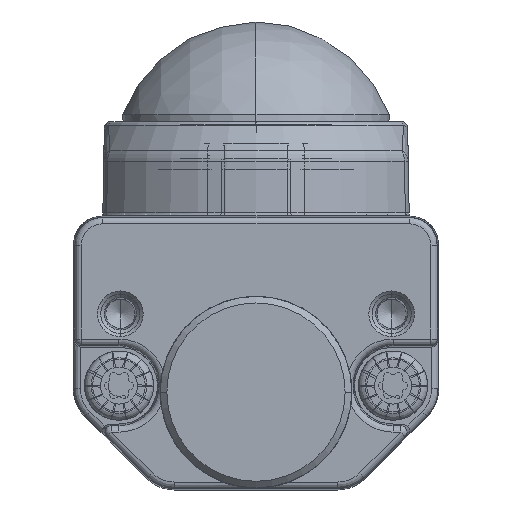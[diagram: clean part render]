
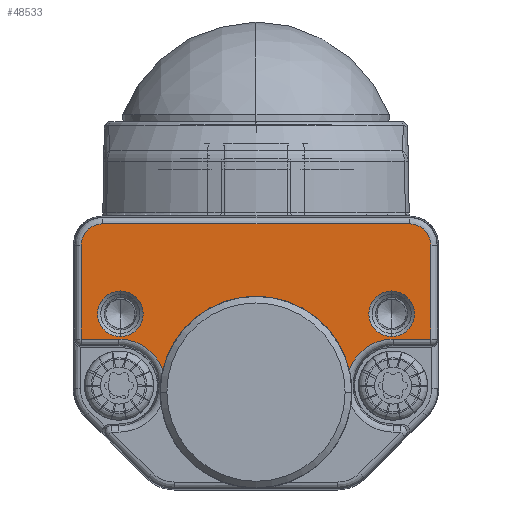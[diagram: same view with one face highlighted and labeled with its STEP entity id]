
A CAD part, left-side view. The second image highlights one B-rep face of the part: STEP entity #48533.
In plain terms, the highlighted face is planar.
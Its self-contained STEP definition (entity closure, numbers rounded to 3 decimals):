
#45228=CARTESIAN_POINT('',(13.,8.,10.5));
#45229=DIRECTION('',(-1.,0.,0.));
#45230=DIRECTION('',(0.,1.,0.));
#45231=AXIS2_PLACEMENT_3D('',#45228,#45229,#45230);
#45233=DIRECTION('',(0.,0.,-1.));
#45234=VECTOR('',#45233,2.891);
#45235=CARTESIAN_POINT('',(13.,11.564,13.391));
#45236=LINE('',#45235,#45234);
#45237=DIRECTION('',(0.,-1.,0.));
#45238=VECTOR('',#45237,7.186);
#45239=CARTESIAN_POINT('',(13.,18.75,13.391));
#45240=LINE('',#45239,#45238);
#45241=CARTESIAN_POINT('',(13.,18.75,11.75));
#45242=DIRECTION('',(1.,0.,0.));
#45243=DIRECTION('',(0.,1.,0.));
#45244=AXIS2_PLACEMENT_3D('',#45241,#45242,#45243);
#45246=DIRECTION('',(0.,0.,1.));
#45247=VECTOR('',#45246,23.5);
#45248=CARTESIAN_POINT('',(13.,20.391,-11.75));
#45249=LINE('',#45248,#45247);
#45250=CARTESIAN_POINT('',(13.,18.75,-11.75));
#45251=DIRECTION('',(1.,0.,0.));
#45252=DIRECTION('',(0.,0.,-1.));
#45253=AXIS2_PLACEMENT_3D('',#45250,#45251,#45252);
#45255=DIRECTION('',(0.,1.,0.));
#45256=VECTOR('',#45255,7.186);
#45257=CARTESIAN_POINT('',(13.,11.564,-13.391));
#45258=LINE('',#45257,#45256);
#45259=DIRECTION('',(0.,0.,-1.));
#45260=VECTOR('',#45259,2.891);
#45261=CARTESIAN_POINT('',(13.,11.564,-10.5));
#45262=LINE('',#45261,#45260);
#45263=CARTESIAN_POINT('',(13.,8.,-10.5));
#45264=DIRECTION('',(-1.,0.,0.));
#45265=DIRECTION('',(0.,0.34,0.941));
#45266=AXIS2_PLACEMENT_3D('',#45263,#45264,#45265);
#45268=CARTESIAN_POINT('',(13.,7.5,0.));
#45269=DIRECTION('',(1.,0.,0.));
#45270=DIRECTION('',(0.,0.233,-0.973));
#45271=AXIS2_PLACEMENT_3D('',#45268,#45269,#45270);
#45327=CARTESIAN_POINT('',(13.,13.5,-10.392));
#45328=DIRECTION('',(-1.,0.,0.));
#45329=DIRECTION('',(0.,1.,0.));
#45330=AXIS2_PLACEMENT_3D('',#45327,#45328,#45329);
#45332=CARTESIAN_POINT('',(13.,13.5,-10.392));
#45333=DIRECTION('',(-1.,0.,0.));
#45334=DIRECTION('',(0.,-1.,0.));
#45335=AXIS2_PLACEMENT_3D('',#45332,#45333,#45334);
#45337=CARTESIAN_POINT('',(13.,13.5,10.392));
#45338=DIRECTION('',(-1.,0.,0.));
#45339=DIRECTION('',(0.,1.,0.));
#45340=AXIS2_PLACEMENT_3D('',#45337,#45338,#45339);
#45342=CARTESIAN_POINT('',(13.,13.5,10.392));
#45343=DIRECTION('',(-1.,0.,0.));
#45344=DIRECTION('',(0.,-1.,0.));
#45345=AXIS2_PLACEMENT_3D('',#45342,#45343,#45344);
#45984=CARTESIAN_POINT('',(13.,20.391,11.75));
#45985=CARTESIAN_POINT('',(13.,18.75,13.391));
#45986=VERTEX_POINT('',#45984);
#45987=VERTEX_POINT('',#45985);
#45992=CARTESIAN_POINT('',(13.,20.391,-11.75));
#45993=VERTEX_POINT('',#45992);
#45996=CARTESIAN_POINT('',(13.,18.75,-13.391));
#45997=VERTEX_POINT('',#45996);
#46032=CARTESIAN_POINT('',(13.,11.564,10.5));
#46033=CARTESIAN_POINT('',(13.,9.21,7.148));
#46034=VERTEX_POINT('',#46032);
#46035=VERTEX_POINT('',#46033);
#46064=CARTESIAN_POINT('',(13.,11.564,13.391));
#46065=VERTEX_POINT('',#46064);
#46074=CARTESIAN_POINT('',(13.,9.21,-7.148));
#46075=CARTESIAN_POINT('',(13.,11.564,-10.5));
#46076=VERTEX_POINT('',#46074);
#46077=VERTEX_POINT('',#46075);
#46106=CARTESIAN_POINT('',(13.,11.564,-13.391));
#46107=VERTEX_POINT('',#46106);
#46306=CARTESIAN_POINT('',(13.,15.25,-10.392));
#46307=CARTESIAN_POINT('',(13.,11.75,-10.392));
#46308=VERTEX_POINT('',#46306);
#46309=VERTEX_POINT('',#46307);
#46310=CARTESIAN_POINT('',(13.,15.25,10.392));
#46311=CARTESIAN_POINT('',(13.,11.75,10.392));
#46312=VERTEX_POINT('',#46310);
#46313=VERTEX_POINT('',#46311);
#48494=CARTESIAN_POINT('',(13.,0.,0.));
#48495=DIRECTION('',(1.,0.,0.));
#48496=DIRECTION('',(0.,0.,-1.));
#48497=AXIS2_PLACEMENT_3D('',#48494,#48495,#48496);
#48498=PLANE('',#48497);
#48500=ORIENTED_EDGE('',*,*,#48499,.F.);
#48502=ORIENTED_EDGE('',*,*,#48501,.F.);
#48504=ORIENTED_EDGE('',*,*,#48503,.F.);
#48506=ORIENTED_EDGE('',*,*,#48505,.F.);
#48508=ORIENTED_EDGE('',*,*,#48507,.F.);
#48510=ORIENTED_EDGE('',*,*,#48509,.F.);
#48512=ORIENTED_EDGE('',*,*,#48511,.F.);
#48514=ORIENTED_EDGE('',*,*,#48513,.F.);
#48516=ORIENTED_EDGE('',*,*,#48515,.F.);
#48518=ORIENTED_EDGE('',*,*,#48517,.T.);
#48519=EDGE_LOOP('',(#48500,#48502,#48504,#48506,#48508,#48510,#48512,#48514,
#48516,#48518));
#48520=FACE_OUTER_BOUND('',#48519,.F.);
#48522=ORIENTED_EDGE('',*,*,#48521,.F.);
#48524=ORIENTED_EDGE('',*,*,#48523,.F.);
#48525=EDGE_LOOP('',(#48522,#48524));
#48526=FACE_BOUND('',#48525,.F.);
#48528=ORIENTED_EDGE('',*,*,#48527,.F.);
#48530=ORIENTED_EDGE('',*,*,#48529,.F.);
#48531=EDGE_LOOP('',(#48528,#48530));
#48532=FACE_BOUND('',#48531,.F.);
#48533=ADVANCED_FACE('',(#48520,#48526,#48532),#48498,.T.);
#45232=CIRCLE('',#45231,3.564);
#45245=CIRCLE('',#45244,1.641);
#45254=CIRCLE('',#45253,1.641);
#45267=CIRCLE('',#45266,3.564);
#45272=CIRCLE('',#45271,7.35);
#45331=CIRCLE('',#45330,1.75);
#45336=CIRCLE('',#45335,1.75);
#45341=CIRCLE('',#45340,1.75);
#45346=CIRCLE('',#45345,1.75);
#48499=EDGE_CURVE('',#46034,#46035,#45232,.T.);
#48501=EDGE_CURVE('',#46065,#46034,#45236,.T.);
#48503=EDGE_CURVE('',#45987,#46065,#45240,.T.);
#48505=EDGE_CURVE('',#45986,#45987,#45245,.T.);
#48507=EDGE_CURVE('',#45993,#45986,#45249,.T.);
#48509=EDGE_CURVE('',#45997,#45993,#45254,.T.);
#48511=EDGE_CURVE('',#46107,#45997,#45258,.T.);
#48513=EDGE_CURVE('',#46077,#46107,#45262,.T.);
#48515=EDGE_CURVE('',#46076,#46077,#45267,.T.);
#48517=EDGE_CURVE('',#46076,#46035,#45272,.T.);
#48521=EDGE_CURVE('',#46308,#46309,#45331,.T.);
#48523=EDGE_CURVE('',#46309,#46308,#45336,.T.);
#48527=EDGE_CURVE('',#46312,#46313,#45341,.T.);
#48529=EDGE_CURVE('',#46313,#46312,#45346,.T.);
